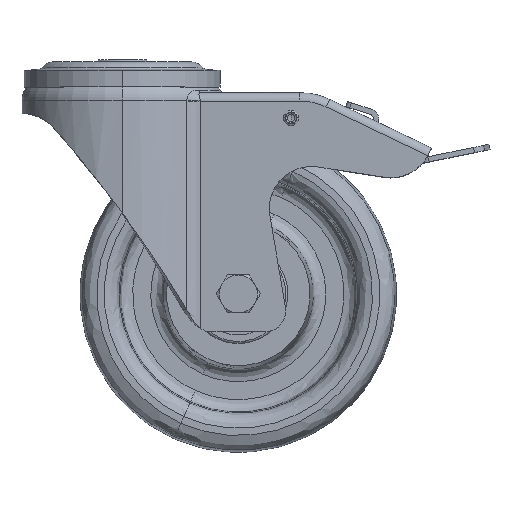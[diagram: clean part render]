
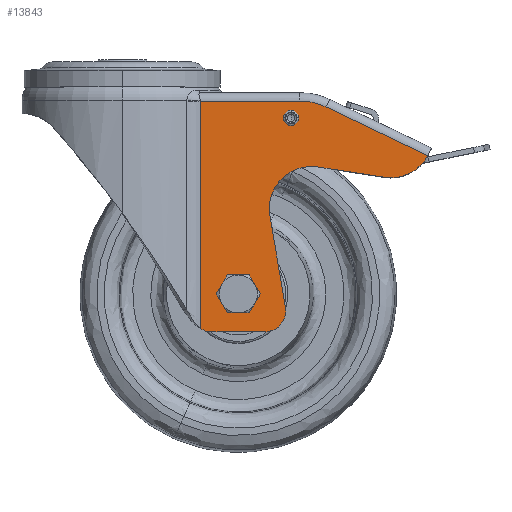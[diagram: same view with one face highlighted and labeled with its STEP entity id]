
A CAD part, top view. The second image highlights one B-rep face of the part: STEP entity #13843.
In plain terms, the highlighted planar face has unit normal (0, 0, 1).
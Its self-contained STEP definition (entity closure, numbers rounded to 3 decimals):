
#163 = DIRECTION ( 'NONE',  ( -1., 0., 0. ) ) ;
#359 = DIRECTION ( 'NONE',  ( 0.168, -0.986, 0. ) ) ;
#585 = EDGE_LOOP ( 'NONE', ( #37324, #20517 ) ) ;
#618 = PLANE ( 'NONE',  #7689 ) ;
#721 = LINE ( 'NONE', #18334, #36348 ) ;
#829 = ORIENTED_EDGE ( 'NONE', *, *, #5905, .F. ) ;
#952 = EDGE_CURVE ( 'NONE', #10862, #31963, #5402, .T. ) ;
#993 = DIRECTION ( 'NONE',  ( 0., 0., 1. ) ) ;
#1121 = VECTOR ( 'NONE', #14216, 1000. ) ;
#1337 = DIRECTION ( 'NONE',  ( -1., 0., 0. ) ) ;
#1677 = AXIS2_PLACEMENT_3D ( 'NONE', #5273, #34053, #22919 ) ;
#1897 = EDGE_CURVE ( 'NONE', #6462, #7326, #9566, .T. ) ;
#1970 = CARTESIAN_POINT ( 'NONE',  ( 37.017, -127.36, 34. ) ) ;
#2931 = AXIS2_PLACEMENT_3D ( 'NONE', #19149, #7096, #30837 ) ;
#3020 = LINE ( 'NONE', #5870, #26446 ) ;
#3524 = CARTESIAN_POINT ( 'NONE',  ( 42.504, -129., 34. ) ) ;
#4513 = VERTEX_POINT ( 'NONE', #28263 ) ;
#4555 = VERTEX_POINT ( 'NONE', #13725 ) ;
#4752 = FACE_BOUND ( 'NONE', #16361, .T. ) ;
#4901 = DIRECTION ( 'NONE',  ( 0.903, -0.431, 0. ) ) ;
#4999 = VERTEX_POINT ( 'NONE', #22444 ) ;
#5273 = CARTESIAN_POINT ( 'NONE',  ( 89.677, -70.6, 34. ) ) ;
#5402 = CIRCLE ( 'NONE', #28677, 10. ) ;
#5870 = CARTESIAN_POINT ( 'NONE',  ( 84.103, -19.6, 34. ) ) ;
#5905 = EDGE_CURVE ( 'NONE', #7326, #10862, #23066, .T. ) ;
#6326 = CARTESIAN_POINT ( 'NONE',  ( 0., -165.6, 34. ) ) ;
#6462 = VERTEX_POINT ( 'NONE', #36057 ) ;
#6560 = EDGE_CURVE ( 'NONE', #15974, #6462, #35989, .T. ) ;
#6709 = DIRECTION ( 'NONE',  ( 0., 0., 1. ) ) ;
#6862 = DIRECTION ( 'NONE',  ( 0.88, -0.475, 0. ) ) ;
#7048 = DIRECTION ( 'NONE',  ( 0., -1., 0. ) ) ;
#7092 = CARTESIAN_POINT ( 'NONE',  ( 77.362, -117.317, 34. ) ) ;
#7096 = DIRECTION ( 'NONE',  ( 0., 0., -1. ) ) ;
#7223 = ORIENTED_EDGE ( 'NONE', *, *, #34911, .T. ) ;
#7326 = VERTEX_POINT ( 'NONE', #25836 ) ;
#7488 = ORIENTED_EDGE ( 'NONE', *, *, #9836, .F. ) ;
#7689 = AXIS2_PLACEMENT_3D ( 'NONE', #6326, #6709, #15362 ) ;
#8015 = ORIENTED_EDGE ( 'NONE', *, *, #26320, .F. ) ;
#8261 = VERTEX_POINT ( 'NONE', #20176 ) ;
#9566 = LINE ( 'NONE', #24680, #13586 ) ;
#9813 = ORIENTED_EDGE ( 'NONE', *, *, #18164, .F. ) ;
#9836 = EDGE_CURVE ( 'NONE', #8261, #4513, #30907, .T. ) ;
#10024 = DIRECTION ( 'NONE',  ( 0., 0., 1. ) ) ;
#10172 = CARTESIAN_POINT ( 'NONE',  ( 80., -27.6, 34. ) ) ;
#10414 = CARTESIAN_POINT ( 'NONE',  ( 124.202, -55.714, 34. ) ) ;
#10537 = B_SPLINE_CURVE_WITH_KNOTS ( 'NONE', 3,
 ( #13478, #33607, #25136, #1970 ),
 .UNSPECIFIED., .F., .F.,
 ( 4, 4 ),
 ( 0., 1. ),
 .UNSPECIFIED. ) ;
#10719 = EDGE_CURVE ( 'NONE', #4513, #8261, #23482, .T. ) ;
#10862 = VERTEX_POINT ( 'NONE', #3524 ) ;
#10950 = DIRECTION ( 'NONE',  ( 0., 0., -1. ) ) ;
#11455 = EDGE_CURVE ( 'NONE', #32824, #31963, #10537, .T. ) ;
#12309 = ORIENTED_EDGE ( 'NONE', *, *, #952, .F. ) ;
#12643 = CIRCLE ( 'NONE', #30985, 20. ) ;
#13284 = DIRECTION ( 'NONE',  ( 1., 0., 0. ) ) ;
#13328 = CARTESIAN_POINT ( 'NONE',  ( 80., -27.6, 34. ) ) ;
#13478 = CARTESIAN_POINT ( 'NONE',  ( 37.015, -19.6, 34. ) ) ;
#13586 = VECTOR ( 'NONE', #33319, 1000. ) ;
#13725 = CARTESIAN_POINT ( 'NONE',  ( 48.9, -111., 34. ) ) ;
#13843 = ADVANCED_FACE ( 'NONE', ( #4752, #16455, #28133 ), #618, .T. ) ;
#14026 = DIRECTION ( 'NONE',  ( 0., -1., 0. ) ) ;
#14216 = DIRECTION ( 'NONE',  ( -0.988, 0.153, 0. ) ) ;
#14360 = CARTESIAN_POINT ( 'NONE',  ( 37.017, -127.36, 34. ) ) ;
#14462 = CARTESIAN_POINT ( 'NONE',  ( 84.103, -48.6, 34. ) ) ;
#15362 = DIRECTION ( 'NONE',  ( 1., 0., 0. ) ) ;
#15744 = AXIS2_PLACEMENT_3D ( 'NONE', #37362, #10950, #14026 ) ;
#15896 = ORIENTED_EDGE ( 'NONE', *, *, #1897, .F. ) ;
#15974 = VERTEX_POINT ( 'NONE', #7092 ) ;
#16227 = AXIS2_PLACEMENT_3D ( 'NONE', #33334, #18768, #18198 ) ;
#16361 = EDGE_LOOP ( 'NONE', ( #7488, #36046 ) ) ;
#16455 = FACE_BOUND ( 'NONE', #585, .T. ) ;
#16584 = VERTEX_POINT ( 'NONE', #10414 ) ;
#16739 = AXIS2_PLACEMENT_3D ( 'NONE', #13328, #33638, #25371 ) ;
#17010 = CARTESIAN_POINT ( 'NONE',  ( 144.865, -45.452, 34. ) ) ;
#17263 = EDGE_CURVE ( 'NONE', #21277, #33631, #34065, .T. ) ;
#18164 = EDGE_CURVE ( 'NONE', #33631, #16584, #12643, .T. ) ;
#18198 = DIRECTION ( 'NONE',  ( -1., 0., 0. ) ) ;
#18334 = CARTESIAN_POINT ( 'NONE',  ( 69.962, -73.965, 34. ) ) ;
#18648 = CARTESIAN_POINT ( 'NONE',  ( 55., -111., 34. ) ) ;
#18710 = EDGE_CURVE ( 'NONE', #28676, #18767, #23701, .T. ) ;
#18767 = VERTEX_POINT ( 'NONE', #19667 ) ;
#18768 = DIRECTION ( 'NONE',  ( 0., 0., 1. ) ) ;
#18917 = EDGE_LOOP ( 'NONE', ( #37634, #25450, #29680, #8015, #9813, #23857, #36081, #7223, #28514, #12309, #829, #15896 ) ) ;
#19139 = AXIS2_PLACEMENT_3D ( 'NONE', #18648, #10024, #13284 ) ;
#19149 = CARTESIAN_POINT ( 'NONE',  ( 67.504, -119., 34. ) ) ;
#19667 = CARTESIAN_POINT ( 'NONE',  ( 69.962, -73.965, 34. ) ) ;
#19724 = CARTESIAN_POINT ( 'NONE',  ( 37.015, -19.6, 34. ) ) ;
#20042 = EDGE_CURVE ( 'NONE', #4999, #4555, #30762, .T. ) ;
#20176 = CARTESIAN_POINT ( 'NONE',  ( 77.4, -27.6, 34. ) ) ;
#20517 = ORIENTED_EDGE ( 'NONE', *, *, #20042, .F. ) ;
#20960 = AXIS2_PLACEMENT_3D ( 'NONE', #14462, #29009, #26126 ) ;
#21136 = VECTOR ( 'NONE', #4901, 1000. ) ;
#21277 = VERTEX_POINT ( 'NONE', #26312 ) ;
#21843 = EDGE_CURVE ( 'NONE', #4555, #4999, #22963, .T. ) ;
#22444 = CARTESIAN_POINT ( 'NONE',  ( 61.1, -111., 34. ) ) ;
#22447 = LINE ( 'NONE', #34322, #1121 ) ;
#22919 = DIRECTION ( 'NONE',  ( 0.153, 0.988, 0. ) ) ;
#22963 = CIRCLE ( 'NONE', #16227, 6.1 ) ;
#23066 = CIRCLE ( 'NONE', #15744, 10. ) ;
#23482 = CIRCLE ( 'NONE', #16739, 2.6 ) ;
#23701 = CIRCLE ( 'NONE', #1677, 20. ) ;
#23857 = ORIENTED_EDGE ( 'NONE', *, *, #17263, .F. ) ;
#23934 = DIRECTION ( 'NONE',  ( 0., 0., -1. ) ) ;
#24680 = CARTESIAN_POINT ( 'NONE',  ( 67.504, -129., 34. ) ) ;
#25136 = CARTESIAN_POINT ( 'NONE',  ( 37.016, -91.44, 34. ) ) ;
#25371 = DIRECTION ( 'NONE',  ( -1., 0., 0. ) ) ;
#25450 = ORIENTED_EDGE ( 'NONE', *, *, #28990, .F. ) ;
#25836 = CARTESIAN_POINT ( 'NONE',  ( 42.504, -129., 34. ) ) ;
#26126 = DIRECTION ( 'NONE',  ( 0., 1., 0. ) ) ;
#26312 = CARTESIAN_POINT ( 'NONE',  ( 96.588, -22.425, 34. ) ) ;
#26320 = EDGE_CURVE ( 'NONE', #16584, #28676, #22447, .T. ) ;
#26446 = VECTOR ( 'NONE', #163, 1000. ) ;
#26714 = CARTESIAN_POINT ( 'NONE',  ( 92.741, -50.836, 34. ) ) ;
#28133 = FACE_OUTER_BOUND ( 'NONE', #18917, .T. ) ;
#28263 = CARTESIAN_POINT ( 'NONE',  ( 82.6, -27.6, 34. ) ) ;
#28514 = ORIENTED_EDGE ( 'NONE', *, *, #11455, .T. ) ;
#28676 = VERTEX_POINT ( 'NONE', #26714 ) ;
#28677 = AXIS2_PLACEMENT_3D ( 'NONE', #30436, #23934, #7048 ) ;
#28990 = EDGE_CURVE ( 'NONE', #18767, #15974, #721, .T. ) ;
#29009 = DIRECTION ( 'NONE',  ( 0., 0., -1. ) ) ;
#29680 = ORIENTED_EDGE ( 'NONE', *, *, #18710, .F. ) ;
#30436 = CARTESIAN_POINT ( 'NONE',  ( 42.504, -119., 34. ) ) ;
#30446 = DIRECTION ( 'NONE',  ( 0., 0., -1. ) ) ;
#30762 = CIRCLE ( 'NONE', #19139, 6.1 ) ;
#30837 = DIRECTION ( 'NONE',  ( 0.986, 0.168, 0. ) ) ;
#30907 = CIRCLE ( 'NONE', #32760, 2.6 ) ;
#30985 = AXIS2_PLACEMENT_3D ( 'NONE', #33515, #30446, #6862 ) ;
#31174 = CARTESIAN_POINT ( 'NONE',  ( 96.588, -22.425, 34. ) ) ;
#31963 = VERTEX_POINT ( 'NONE', #14360 ) ;
#31977 = CIRCLE ( 'NONE', #20960, 29. ) ;
#32760 = AXIS2_PLACEMENT_3D ( 'NONE', #10172, #993, #1337 ) ;
#32824 = VERTEX_POINT ( 'NONE', #19724 ) ;
#33319 = DIRECTION ( 'NONE',  ( -1., 0., 0. ) ) ;
#33334 = CARTESIAN_POINT ( 'NONE',  ( 55., -111., 34. ) ) ;
#33515 = CARTESIAN_POINT ( 'NONE',  ( 127.267, -35.95, 34. ) ) ;
#33607 = CARTESIAN_POINT ( 'NONE',  ( 37.016, -55.52, 34. ) ) ;
#33631 = VERTEX_POINT ( 'NONE', #17010 ) ;
#33638 = DIRECTION ( 'NONE',  ( 0., 0., 1. ) ) ;
#33708 = VERTEX_POINT ( 'NONE', #35204 ) ;
#34053 = DIRECTION ( 'NONE',  ( 0., 0., 1. ) ) ;
#34065 = LINE ( 'NONE', #31174, #21136 ) ;
#34322 = CARTESIAN_POINT ( 'NONE',  ( 124.202, -55.714, 34. ) ) ;
#34911 = EDGE_CURVE ( 'NONE', #33708, #32824, #3020, .T. ) ;
#34948 = EDGE_CURVE ( 'NONE', #33708, #21277, #31977, .T. ) ;
#35204 = CARTESIAN_POINT ( 'NONE',  ( 84.103, -19.6, 34. ) ) ;
#35989 = CIRCLE ( 'NONE', #2931, 10. ) ;
#36046 = ORIENTED_EDGE ( 'NONE', *, *, #10719, .F. ) ;
#36057 = CARTESIAN_POINT ( 'NONE',  ( 67.504, -129., 34. ) ) ;
#36081 = ORIENTED_EDGE ( 'NONE', *, *, #34948, .F. ) ;
#36348 = VECTOR ( 'NONE', #359, 1000. ) ;
#37324 = ORIENTED_EDGE ( 'NONE', *, *, #21843, .F. ) ;
#37362 = CARTESIAN_POINT ( 'NONE',  ( 42.504, -119., 34. ) ) ;
#37634 = ORIENTED_EDGE ( 'NONE', *, *, #6560, .F. ) ;
